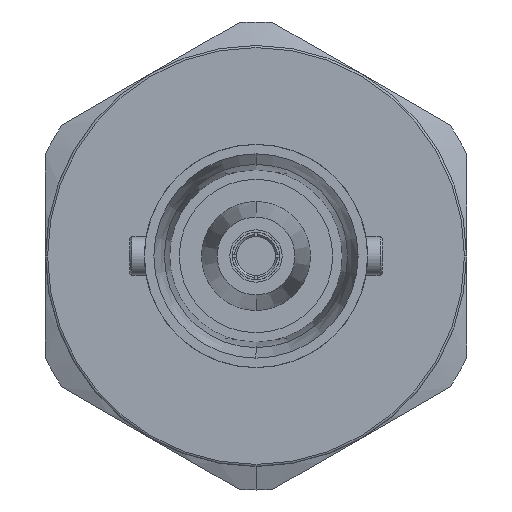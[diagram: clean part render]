
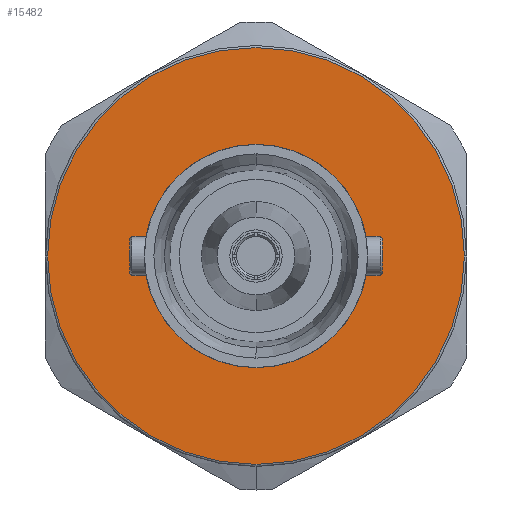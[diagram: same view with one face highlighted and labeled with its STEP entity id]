
A CAD part, left-side view. The second image highlights one B-rep face of the part: STEP entity #15482.
In plain terms, the highlighted planar face has unit normal (-1, 0, 0).
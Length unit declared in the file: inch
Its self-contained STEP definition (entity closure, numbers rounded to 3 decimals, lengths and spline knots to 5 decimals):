
#1601 = VERTEX_POINT ( 'NONE', #22212 ) ;
#1721 = CIRCLE ( 'NONE', #24975, 0.265 ) ;
#1960 = EDGE_CURVE ( 'NONE', #10867, #28919, #1721, .T. ) ;
#2004 = CARTESIAN_POINT ( 'NONE',  ( 0.50008, 0., 0. ) ) ;
#2584 = DIRECTION ( 'NONE',  ( -1., 0., 0. ) ) ;
#2612 = CIRCLE ( 'NONE', #23441, 0.495 ) ;
#4271 = CARTESIAN_POINT ( 'NONE',  ( 0.50008, 0.51325, 0. ) ) ;
#4312 = EDGE_LOOP ( 'NONE', ( #24184, #26852 ) ) ;
#4388 = EDGE_CURVE ( 'NONE', #1601, #17474, #5068, .T. ) ;
#4427 = DIRECTION ( 'NONE',  ( 1., 0., 0. ) ) ;
#5068 = CIRCLE ( 'NONE', #14260, 0.495 ) ;
#6103 = DIRECTION ( 'NONE',  ( 0., -1., 0. ) ) ;
#6400 = PLANE ( 'NONE',  #7515 ) ;
#7515 = AXIS2_PLACEMENT_3D ( 'NONE', #4271, #15643, #6103 ) ;
#7712 = CARTESIAN_POINT ( 'NONE',  ( 0.50008, 0., -0.265 ) ) ;
#10867 = VERTEX_POINT ( 'NONE', #29730 ) ;
#11108 = FACE_BOUND ( 'NONE', #15846, .T. ) ;
#13230 = ORIENTED_EDGE ( 'NONE', *, *, #1960, .T. ) ;
#14260 = AXIS2_PLACEMENT_3D ( 'NONE', #24887, #27163, #22312 ) ;
#15482 = ADVANCED_FACE ( 'NONE', ( #24755, #11108 ), #6400, .T. ) ;
#15643 = DIRECTION ( 'NONE',  ( -1., 0., 0. ) ) ;
#15846 = EDGE_LOOP ( 'NONE', ( #13230, #24189 ) ) ;
#17474 = VERTEX_POINT ( 'NONE', #23138 ) ;
#18211 = AXIS2_PLACEMENT_3D ( 'NONE', #26606, #21904, #28738 ) ;
#18542 = EDGE_CURVE ( 'NONE', #17474, #1601, #2612, .T. ) ;
#18682 = CIRCLE ( 'NONE', #18211, 0.265 ) ;
#21904 = DIRECTION ( 'NONE',  ( 1., 0., 0. ) ) ;
#22212 = CARTESIAN_POINT ( 'NONE',  ( 0.50008, 0.495, 0. ) ) ;
#22312 = DIRECTION ( 'NONE',  ( 0., -1., 0. ) ) ;
#22933 = DIRECTION ( 'NONE',  ( 0., -1., 0. ) ) ;
#23077 = CARTESIAN_POINT ( 'NONE',  ( 0.50008, 0., 0. ) ) ;
#23138 = CARTESIAN_POINT ( 'NONE',  ( 0.50008, -0.495, 0. ) ) ;
#23441 = AXIS2_PLACEMENT_3D ( 'NONE', #23077, #2584, #22933 ) ;
#23541 = EDGE_CURVE ( 'NONE', #28919, #10867, #18682, .T. ) ;
#24184 = ORIENTED_EDGE ( 'NONE', *, *, #18542, .T. ) ;
#24189 = ORIENTED_EDGE ( 'NONE', *, *, #23541, .T. ) ;
#24755 = FACE_OUTER_BOUND ( 'NONE', #4312, .T. ) ;
#24887 = CARTESIAN_POINT ( 'NONE',  ( 0.50008, 0., 0. ) ) ;
#24975 = AXIS2_PLACEMENT_3D ( 'NONE', #2004, #4427, #27932 ) ;
#26606 = CARTESIAN_POINT ( 'NONE',  ( 0.50008, 0., 0. ) ) ;
#26852 = ORIENTED_EDGE ( 'NONE', *, *, #4388, .T. ) ;
#27163 = DIRECTION ( 'NONE',  ( -1., 0., 0. ) ) ;
#27932 = DIRECTION ( 'NONE',  ( 0., -1., 0. ) ) ;
#28738 = DIRECTION ( 'NONE',  ( 0., -1., 0. ) ) ;
#28919 = VERTEX_POINT ( 'NONE', #7712 ) ;
#29730 = CARTESIAN_POINT ( 'NONE',  ( 0.50008, 0., 0.265 ) ) ;
